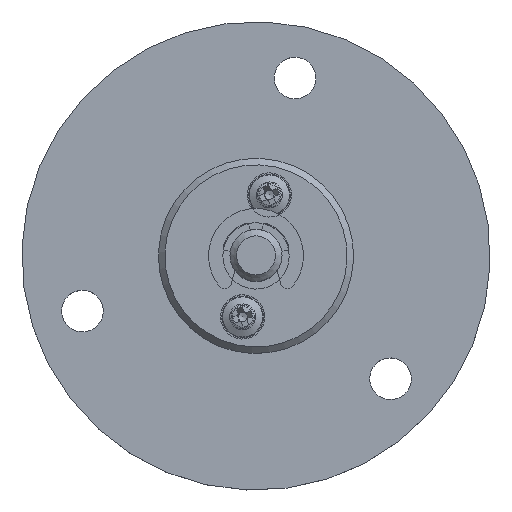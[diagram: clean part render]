
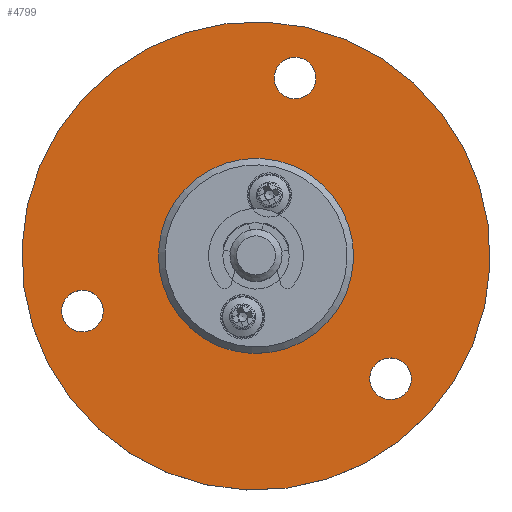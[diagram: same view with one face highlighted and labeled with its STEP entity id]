
A CAD part, top view. The second image highlights one B-rep face of the part: STEP entity #4799.
In plain terms, the highlighted planar face has unit normal (0, 0, 1).
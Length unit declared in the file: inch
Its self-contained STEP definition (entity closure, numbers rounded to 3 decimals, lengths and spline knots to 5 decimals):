
#888 = AXIS2_PLACEMENT_3D ( 'NONE', #939, #7486, #11075 ) ;
#939 = CARTESIAN_POINT ( 'NONE',  ( 0., 0., -1.02362 ) ) ;
#2350 = DIRECTION ( 'NONE',  ( 0., 0., -1. ) ) ;
#3975 = ORIENTED_EDGE ( 'NONE', *, *, #16411, .F. ) ;
#4124 = VERTEX_POINT ( 'NONE', #15565 ) ;
#4284 = DIRECTION ( 'NONE',  ( -0.214, -0.977, 0. ) ) ;
#4396 = CARTESIAN_POINT ( 'NONE',  ( 0.39362, -0.43307, -1.02362 ) ) ;
#4500 = VERTEX_POINT ( 'NONE', #4396 ) ;
#4799 = ADVANCED_FACE ( 'NONE', ( #5678, #20044, #15325, #10228, #18760 ), #15102, .F. ) ;
#4959 = CIRCLE ( 'NONE', #12117, 0.06299 ) ;
#5218 = EDGE_CURVE ( 'NONE', #14273, #14273, #12538, .T. ) ;
#5265 = ORIENTED_EDGE ( 'NONE', *, *, #19134, .F. ) ;
#5293 = VERTEX_POINT ( 'NONE', #20369 ) ;
#5299 = EDGE_LOOP ( 'NONE', ( #15087 ) ) ;
#5363 = EDGE_LOOP ( 'NONE', ( #5265 ) ) ;
#5678 = FACE_BOUND ( 'NONE', #16947, .T. ) ;
#6768 = CIRCLE ( 'NONE', #16668, 0.06299 ) ;
#7191 = DIRECTION ( 'NONE',  ( 0.214, 0.977, 0. ) ) ;
#7270 = CARTESIAN_POINT ( 'NONE',  ( 0.40713, -0.37155, -1.02362 ) ) ;
#7467 = AXIS2_PLACEMENT_3D ( 'NONE', #7270, #20423, #4284 ) ;
#7486 = DIRECTION ( 'NONE',  ( 0., 0., -1. ) ) ;
#8795 = ORIENTED_EDGE ( 'NONE', *, *, #5218, .F. ) ;
#9056 = VERTEX_POINT ( 'NONE', #20769 ) ;
#9104 = DIRECTION ( 'NONE',  ( -0.214, -0.977, 0. ) ) ;
#10170 = DIRECTION ( 'NONE',  ( 0., 0., 1. ) ) ;
#10228 = FACE_BOUND ( 'NONE', #5363, .T. ) ;
#10826 = CIRCLE ( 'NONE', #7467, 0.06299 ) ;
#11075 = DIRECTION ( 'NONE',  ( 0.214, 0.977, 0. ) ) ;
#11110 = ORIENTED_EDGE ( 'NONE', *, *, #20279, .F. ) ;
#11734 = CIRCLE ( 'NONE', #16889, 0.29528 ) ;
#11966 = EDGE_LOOP ( 'NONE', ( #8795 ) ) ;
#12117 = AXIS2_PLACEMENT_3D ( 'NONE', #18481, #10170, #16765 ) ;
#12538 = CIRCLE ( 'NONE', #888, 0.70866 ) ;
#14273 = VERTEX_POINT ( 'NONE', #17699 ) ;
#14644 = CARTESIAN_POINT ( 'NONE',  ( 0., 0., -1.02362 ) ) ;
#15087 = ORIENTED_EDGE ( 'NONE', *, *, #17005, .F. ) ;
#15102 = PLANE ( 'NONE',  #17304 ) ;
#15325 = FACE_BOUND ( 'NONE', #5299, .T. ) ;
#15565 = CARTESIAN_POINT ( 'NONE',  ( 0.06332, 0.28841, -1.02362 ) ) ;
#16411 = EDGE_CURVE ( 'NONE', #4500, #4500, #10826, .T. ) ;
#16668 = AXIS2_PLACEMENT_3D ( 'NONE', #17387, #17285, #9104 ) ;
#16765 = DIRECTION ( 'NONE',  ( -0.214, -0.977, 0. ) ) ;
#16829 = CARTESIAN_POINT ( 'NONE',  ( 0.26871, -0.059, -1.02362 ) ) ;
#16889 = AXIS2_PLACEMENT_3D ( 'NONE', #14644, #19242, #21088 ) ;
#16947 = EDGE_LOOP ( 'NONE', ( #11110 ) ) ;
#17005 = EDGE_CURVE ( 'NONE', #9056, #9056, #6768, .T. ) ;
#17285 = DIRECTION ( 'NONE',  ( 0., 0., 1. ) ) ;
#17304 = AXIS2_PLACEMENT_3D ( 'NONE', #16829, #2350, #7191 ) ;
#17387 = CARTESIAN_POINT ( 'NONE',  ( 0.11821, 0.53836, -1.02362 ) ) ;
#17699 = CARTESIAN_POINT ( 'NONE',  ( 0.15198, 0.69217, -1.02362 ) ) ;
#18322 = EDGE_LOOP ( 'NONE', ( #3975 ) ) ;
#18481 = CARTESIAN_POINT ( 'NONE',  ( -0.52533, -0.16681, -1.02362 ) ) ;
#18760 = FACE_BOUND ( 'NONE', #18322, .T. ) ;
#19134 = EDGE_CURVE ( 'NONE', #5293, #5293, #4959, .T. ) ;
#19242 = DIRECTION ( 'NONE',  ( 0., 0., 1. ) ) ;
#20044 = FACE_OUTER_BOUND ( 'NONE', #11966, .T. ) ;
#20279 = EDGE_CURVE ( 'NONE', #4124, #4124, #11734, .T. ) ;
#20369 = CARTESIAN_POINT ( 'NONE',  ( -0.53884, -0.22834, -1.02362 ) ) ;
#20423 = DIRECTION ( 'NONE',  ( 0., 0., 1. ) ) ;
#20769 = CARTESIAN_POINT ( 'NONE',  ( 0.1047, 0.47683, -1.02362 ) ) ;
#21088 = DIRECTION ( 'NONE',  ( 0.214, 0.977, 0. ) ) ;
